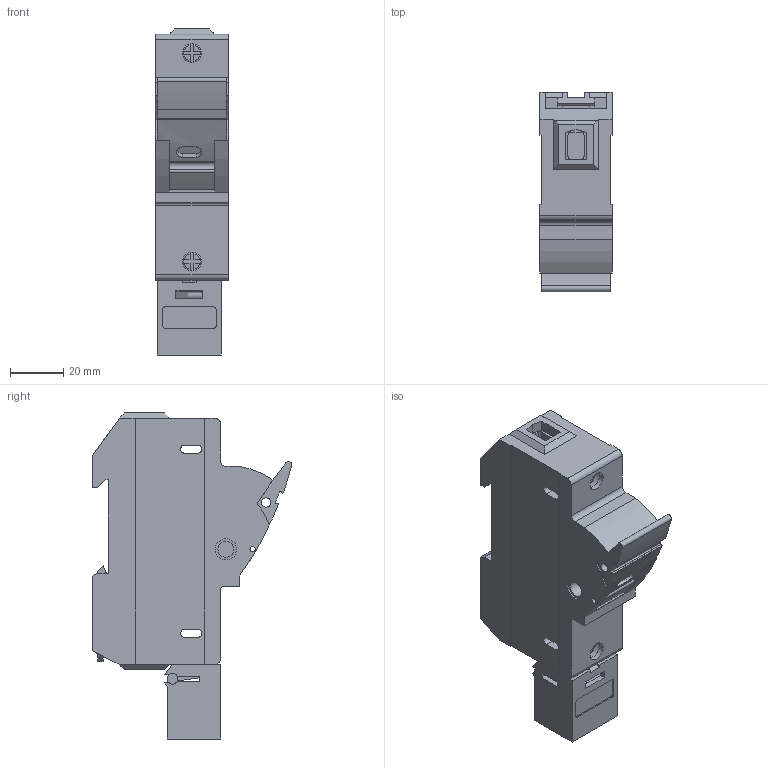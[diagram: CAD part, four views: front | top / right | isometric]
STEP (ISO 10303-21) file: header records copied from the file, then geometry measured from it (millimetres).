
FILE_DESCRIPTION(/* description */ ('STEP AP214'),/* implementation_level */ '2;1');
FILE_NAME(/* name */ '31940',/* time_stamp */ '2024-11-11T16:50:58+01:00',/* author */ ('License CC BY-ND 4.0'),/* organization */ ('CADENAS'),/* preprocessor_version */ 'ST-DEVELOPER v19.3',/* originating_system */ 'PARTsolutions',/* authorisation */ ' ');
FILE_SCHEMA (('AUTOMOTIVE_DESIGN {1 0 10303 214 3 1 1}'));
Length unit declared in the file: millimetre
Products named in the file (7): 31940; 79664100+7966710011; 79606000_Schnapp; 30104000; 79613000_Handhabe; 79681000+79683000_Handhabe; 83010000_Handhabe
Assembly tree (7 placements, depth 2):
  31940
    79664100+7966710011
    79606000_Schnapp
    30104000  x2
    79613000_Handhabe
    79681000+79683000_Handhabe
    83010000_Handhabe
Bounding box: 27 x 74.6 x 122 mm (x, y, z)
Volume: 125801.2 mm3; surface area: 38349.2 mm2
Topology: 7 solids, 7 shells, 445 faces, 1241 edges, 818 vertices
Faces by surface type: plane 350, cylinder 91, torus 4
Full cylindrical faces by diameter (mm): 1 x3, 2 x6, 3.5 x1, 4 x5, 6 x2, 7 x2, 8 x6, 10 x2
Entity records: 13374 total; most frequent: CARTESIAN_POINT 2345, ORIENTED_EDGE 2206, DIRECTION 2109, EDGE_CURVE 1103, LINE 893, VECTOR 893, VERTEX_POINT 742, AXIS2_PLACEMENT_3D 608
